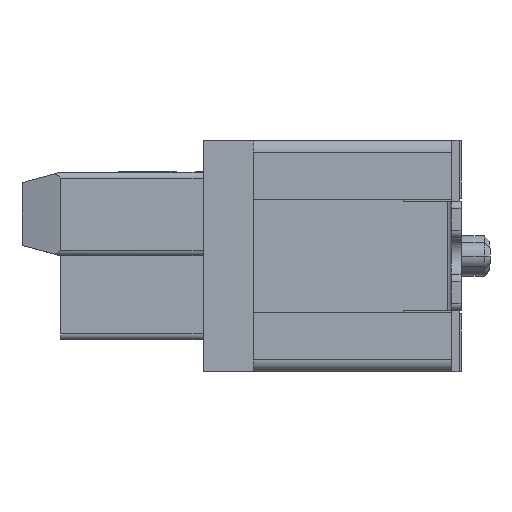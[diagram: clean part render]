
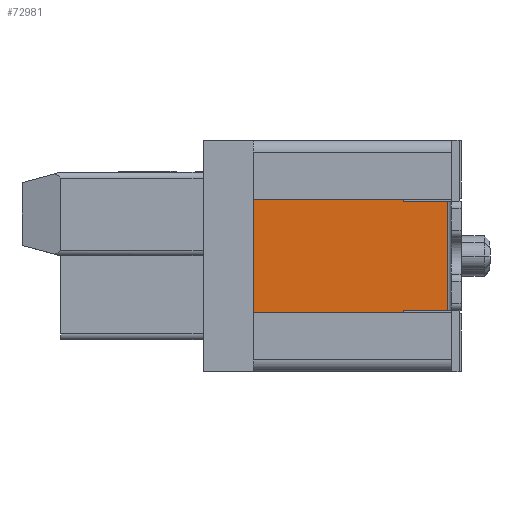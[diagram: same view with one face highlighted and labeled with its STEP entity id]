
A CAD part, left-side view. The second image highlights one B-rep face of the part: STEP entity #72981.
In plain terms, the highlighted planar face has unit normal (-1, 0, 0).
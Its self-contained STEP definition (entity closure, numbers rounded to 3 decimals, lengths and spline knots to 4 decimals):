
#731=DIRECTION('',(0.,-1.,0.));
#732=VECTOR('',#731,3.75);
#733=CARTESIAN_POINT('',(-27.15,5.2,-2.3));
#734=LINE('',#733,#732);
#819=DIRECTION('',(0.,0.,1.));
#820=VECTOR('',#819,0.875);
#821=CARTESIAN_POINT('',(-27.15,1.45,1.425));
#822=LINE('',#821,#820);
#823=DIRECTION('',(0.,1.,0.));
#824=VECTOR('',#823,1.15);
#825=CARTESIAN_POINT('',(-27.15,0.3,1.425));
#826=LINE('',#825,#824);
#827=DIRECTION('',(0.,-1.,0.));
#828=VECTOR('',#827,1.15);
#829=CARTESIAN_POINT('',(-27.15,1.45,-1.425));
#830=LINE('',#829,#828);
#831=DIRECTION('',(0.,0.,1.));
#832=VECTOR('',#831,0.875);
#833=CARTESIAN_POINT('',(-27.15,1.45,-2.3));
#834=LINE('',#833,#832);
#835=DIRECTION('',(0.,-1.,0.));
#836=VECTOR('',#835,0.15);
#837=CARTESIAN_POINT('',(-27.15,5.35,-2.3));
#838=LINE('',#837,#836);
#839=DIRECTION('',(0.,0.,-1.));
#840=VECTOR('',#839,4.6);
#841=CARTESIAN_POINT('',(-27.15,5.35,2.3));
#842=LINE('',#841,#840);
#843=DIRECTION('',(0.,1.,0.));
#844=VECTOR('',#843,0.15);
#845=CARTESIAN_POINT('',(-27.15,5.2,2.3));
#846=LINE('',#845,#844);
#851=DIRECTION('',(0.,1.,0.));
#852=VECTOR('',#851,3.75);
#853=CARTESIAN_POINT('',(-27.15,1.45,2.3));
#854=LINE('',#853,#852);
#871=DIRECTION('',(0.,0.,-1.));
#872=VECTOR('',#871,2.85);
#873=CARTESIAN_POINT('',(-27.15,0.3,1.425));
#874=LINE('',#873,#872);
#56365=CARTESIAN_POINT('',(-27.15,5.35,2.3));
#56367=VERTEX_POINT('',#56365);
#56379=CARTESIAN_POINT('',(-27.15,0.3,1.425));
#56380=CARTESIAN_POINT('',(-27.15,1.45,1.425));
#56381=VERTEX_POINT('',#56379);
#56382=VERTEX_POINT('',#56380);
#56415=CARTESIAN_POINT('',(-27.15,0.3,-1.425));
#56416=VERTEX_POINT('',#56415);
#56417=CARTESIAN_POINT('',(-27.15,1.45,-1.425));
#56418=VERTEX_POINT('',#56417);
#56419=CARTESIAN_POINT('',(-27.15,5.35,-2.3));
#56420=VERTEX_POINT('',#56419);
#68502=CARTESIAN_POINT('',(-27.15,5.2,2.3));
#68503=VERTEX_POINT('',#68502);
#68504=CARTESIAN_POINT('',(-27.15,1.45,2.3));
#68505=VERTEX_POINT('',#68504);
#68506=CARTESIAN_POINT('',(-27.15,5.2,-2.3));
#68507=VERTEX_POINT('',#68506);
#68508=CARTESIAN_POINT('',(-27.15,1.45,-2.3));
#68509=VERTEX_POINT('',#68508);
#72961=CARTESIAN_POINT('',(-27.15,2.825,0.));
#72962=DIRECTION('',(1.,0.,0.));
#72963=DIRECTION('',(0.,1.,0.));
#72964=AXIS2_PLACEMENT_3D('',#72961,#72962,#72963);
#72965=PLANE('',#72964);
#72967=ORIENTED_EDGE('',*,*,#72966,.F.);
#72968=ORIENTED_EDGE('',*,*,#72707,.F.);
#72969=ORIENTED_EDGE('',*,*,#72730,.F.);
#72971=ORIENTED_EDGE('',*,*,#72970,.T.);
#72972=ORIENTED_EDGE('',*,*,#72758,.F.);
#72973=ORIENTED_EDGE('',*,*,#72780,.F.);
#72974=ORIENTED_EDGE('',*,*,#72799,.F.);
#72975=ORIENTED_EDGE('',*,*,#72899,.F.);
#72977=ORIENTED_EDGE('',*,*,#72976,.F.);
#72978=ORIENTED_EDGE('',*,*,#72953,.F.);
#72979=EDGE_LOOP('',(#72967,#72968,#72969,#72971,#72972,#72973,#72974,#72975,
#72977,#72978));
#72980=FACE_OUTER_BOUND('',#72979,.F.);
#72981=ADVANCED_FACE('',(#72980),#72965,.F.);
#72707=EDGE_CURVE('',#56382,#68505,#822,.T.);
#72730=EDGE_CURVE('',#56381,#56382,#826,.T.);
#72758=EDGE_CURVE('',#56418,#56416,#830,.T.);
#72780=EDGE_CURVE('',#68509,#56418,#834,.T.);
#72799=EDGE_CURVE('',#68507,#68509,#734,.T.);
#72899=EDGE_CURVE('',#56420,#68507,#838,.T.);
#72953=EDGE_CURVE('',#68503,#56367,#846,.T.);
#72966=EDGE_CURVE('',#68505,#68503,#854,.T.);
#72970=EDGE_CURVE('',#56381,#56416,#874,.T.);
#72976=EDGE_CURVE('',#56367,#56420,#842,.T.);
